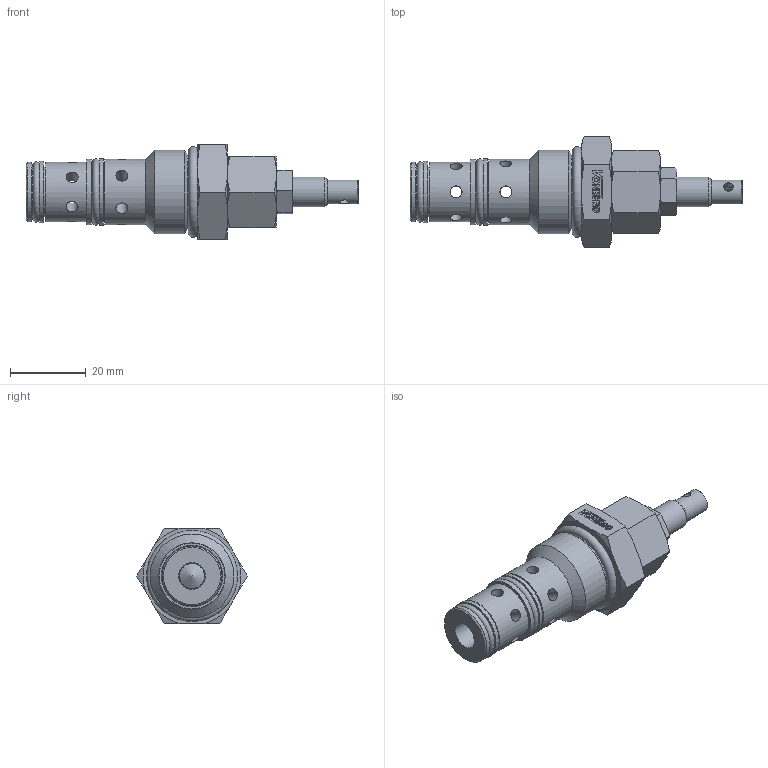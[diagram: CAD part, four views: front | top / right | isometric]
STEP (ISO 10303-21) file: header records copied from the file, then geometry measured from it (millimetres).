
FILE_DESCRIPTION((''),'2;1');
FILE_NAME('2710.stp','2015-02-05T09:17:11',('jml'),(''),'Autodesk Inventor 2010','Autodesk Inventor 2010','');
FILE_SCHEMA(('AUTOMOTIVE_DESIGN { 1 0 10303 214 1 1 1 1 }'));
Length unit declared in the file: inch
Products named in the file (12): 2710 (LevelofDetail1); 220767; 220743; 220746; 009 O-RING; 014 O-RING; 014 BACKUP; 015 O-RING; 015 BACKUP; 906 O-RING; 910 O-RING; 990172
Assembly tree (11 placements, depth 2):
  2710 (LevelofDetail1)
    220767
    220743
    220746
    009 O-RING
    014 O-RING
    014 BACKUP
    015 O-RING
    015 BACKUP
    906 O-RING
    910 O-RING
    990172
Bounding box: 87.89 x 29.33 x 25.4 mm (x, y, z)
Volume: 17968.7 mm3; surface area: 12605 mm2
Topology: 11 solids, 11 shells, 276 faces, 694 edges, 456 vertices
Faces by surface type: plane 146, cone 60, cylinder 52, bspline 11, torus 7
Full cylindrical faces by diameter (mm): 1.044 x1, 2.489 x2, 3.175 x12, 5.461 x1, 6.35 x2, 7.036 x1, 7.874 x1, 7.925 x1, 8.331 x2, 12.294 x1, 13.157 x1, 13.208 x1, 14.224 x1, 14.275 x1, 14.91 x1, 14.986 x1, 15.824 x2, 16.205 x1, 17.399 x2, 17.526 x1, 19.558 x1, 22.225 x1
Entity records: 9301 total; most frequent: CARTESIAN_POINT 2658, DIRECTION 1243, ORIENTED_EDGE 1238, EDGE_CURVE 619, AXIS2_PLACEMENT_3D 472, VERTEX_POINT 447, EDGE_LOOP 406, VECTOR 299
